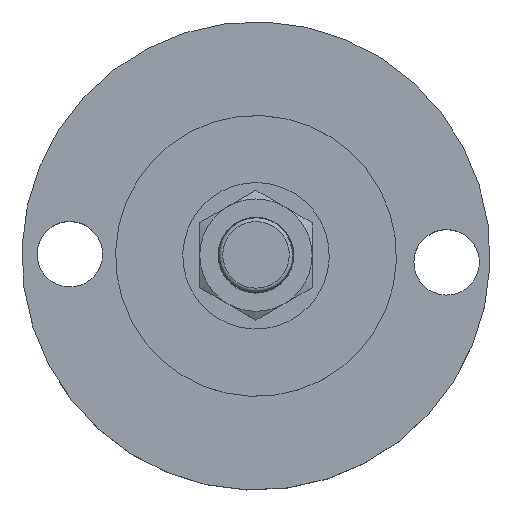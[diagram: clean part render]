
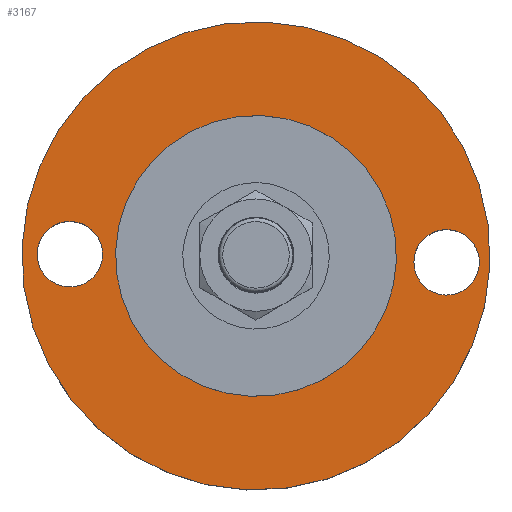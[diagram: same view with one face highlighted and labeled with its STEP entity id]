
A CAD part, top view. The second image highlights one B-rep face of the part: STEP entity #3167.
In plain terms, the highlighted planar face has unit normal (0, 0, 1).
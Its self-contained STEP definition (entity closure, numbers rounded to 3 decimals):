
#68=FACE_BOUND('',#422,.T.);
#69=FACE_BOUND('',#423,.T.);
#70=FACE_BOUND('',#424,.T.);
#103=PLANE('',#3390);
#242=FACE_OUTER_BOUND('',#421,.T.);
#421=EDGE_LOOP('',(#2651));
#422=EDGE_LOOP('',(#2652));
#423=EDGE_LOOP('',(#2653));
#424=EDGE_LOOP('',(#2654));
#489=CIRCLE('',#3372,7.);
#491=CIRCLE('',#3375,7.);
#497=CIRCLE('',#3385,30.);
#498=CIRCLE('',#3388,50.);
#1335=VERTEX_POINT('',#14310);
#1337=VERTEX_POINT('',#14316);
#1342=VERTEX_POINT('',#14333);
#1343=VERTEX_POINT('',#14338);
#1777=EDGE_CURVE('',#1335,#1335,#489,.T.);
#1780=EDGE_CURVE('',#1337,#1337,#491,.T.);
#1789=EDGE_CURVE('',#1342,#1342,#497,.T.);
#1790=EDGE_CURVE('',#1343,#1343,#498,.T.);
#2651=ORIENTED_EDGE('',*,*,#1790,.T.);
#2652=ORIENTED_EDGE('',*,*,#1777,.T.);
#2653=ORIENTED_EDGE('',*,*,#1780,.T.);
#2654=ORIENTED_EDGE('',*,*,#1789,.T.);
#3167=ADVANCED_FACE('',(#242,#68,#69,#70),#103,.T.);
#3372=AXIS2_PLACEMENT_3D('',#14311,#3845,#3846);
#3375=AXIS2_PLACEMENT_3D('',#14317,#3852,#3853);
#3385=AXIS2_PLACEMENT_3D('',#14335,#3875,#3876);
#3388=AXIS2_PLACEMENT_3D('',#14339,#3881,#3882);
#3390=AXIS2_PLACEMENT_3D('',#14343,#3886,#3887);
#3845=DIRECTION('center_axis',(0.,0.,-1.));
#3846=DIRECTION('ref_axis',(0.886,0.465,0.));
#3852=DIRECTION('center_axis',(0.,0.,-1.));
#3853=DIRECTION('ref_axis',(0.886,0.465,0.));
#3875=DIRECTION('center_axis',(0.,0.,-1.));
#3876=DIRECTION('ref_axis',(-0.886,-0.465,0.));
#3881=DIRECTION('center_axis',(0.,0.,1.));
#3882=DIRECTION('ref_axis',(0.886,0.465,0.));
#3886=DIRECTION('center_axis',(0.,0.,1.));
#3887=DIRECTION('ref_axis',(0.886,0.465,0.));
#14310=CARTESIAN_POINT('',(-74.904,14.618,8.));
#14311=CARTESIAN_POINT('Origin',(-68.706,17.87,8.));
#14316=CARTESIAN_POINT('',(5.563,12.885,8.));
#14317=CARTESIAN_POINT('Origin',(11.761,16.137,8.));
#14333=CARTESIAN_POINT('',(-2.387,31.443,8.));
#14335=CARTESIAN_POINT('Origin',(-28.953,17.506,8.));
#14338=CARTESIAN_POINT('',(-73.229,-5.724,8.));
#14339=CARTESIAN_POINT('Origin',(-28.953,17.506,8.));
#14343=CARTESIAN_POINT('Origin',(-28.953,17.506,8.));
